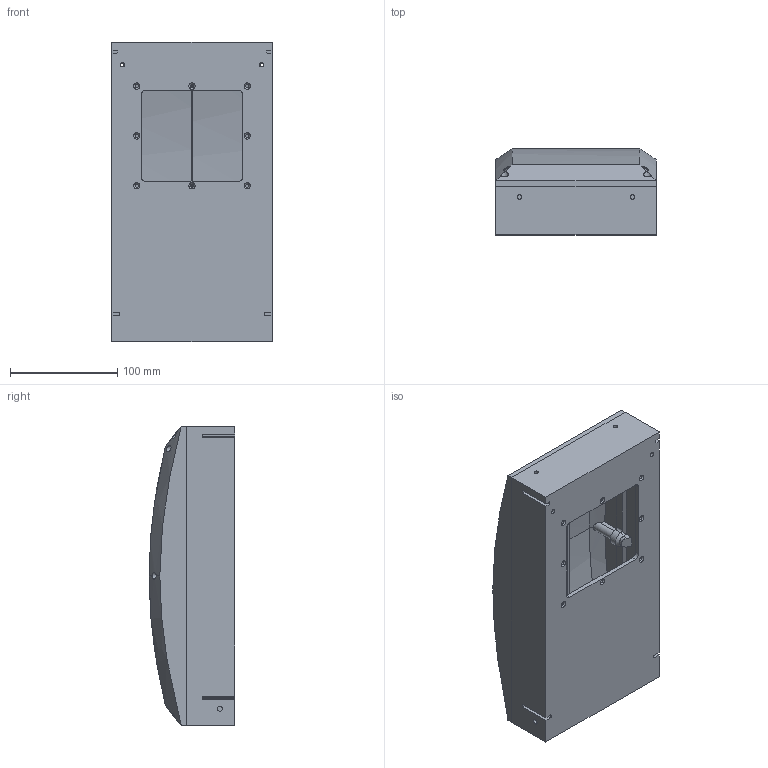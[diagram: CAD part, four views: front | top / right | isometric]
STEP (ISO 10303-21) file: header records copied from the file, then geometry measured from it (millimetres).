
FILE_DESCRIPTION(/* description */ (''),/* implementation_level */ '2;1');
FILE_NAME(/* name */ 'PCB_Box_Simple.step',/* time_stamp */ '2022-01-28T12:02:57+01:00',/* author */ (''),/* organization */ (''),/* preprocessor_version */ 'ST-DEVELOPER v18.1',/* originating_system */ 'Autodesk Translation Framework v10.13.0.1454',/* authorisation */ '');
FILE_SCHEMA (('AUTOMOTIVE_DESIGN { 1 0 10303 214 3 1 1 }'));
Length unit declared in the file: millimetre
Products named in the file (1): PCB_Box_Simple
Bounding box: 149.4 x 80 x 279.61 mm (x, y, z)
Volume: 547263 mm3; surface area: 291654.1 mm2
Topology: 2 solids, 2 shells, 539 faces, 1212 edges, 792 vertices
Faces by surface type: plane 295, cylinder 206, bspline 22, cone 16
Full cylindrical faces by diameter (mm): 3.3 x14, 4.1 x2, 4.2 x2, 4.3 x2, 4.7 x58, 6 x6, 9 x50
Entity records: 16455 total; most frequent: CARTESIAN_POINT 4098, DIRECTION 2534, ORIENTED_EDGE 2424, EDGE_CURVE 1212, AXIS2_PLACEMENT_3D 946, VERTEX_POINT 792, EDGE_LOOP 698, LINE 642
